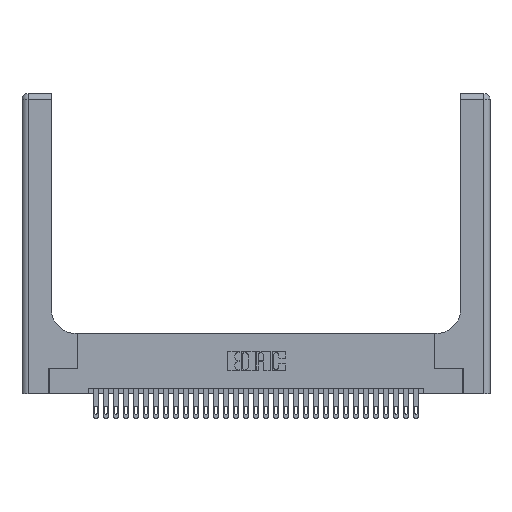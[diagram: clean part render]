
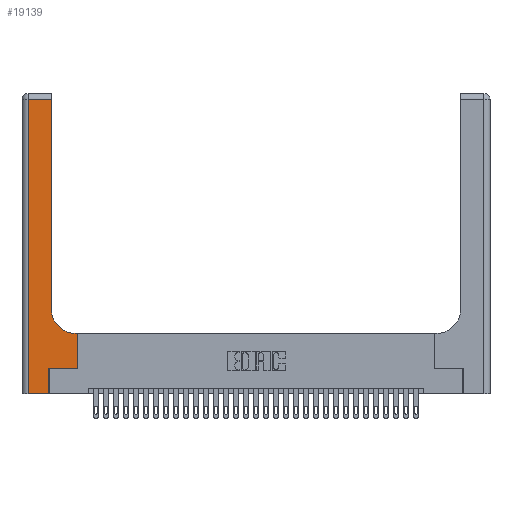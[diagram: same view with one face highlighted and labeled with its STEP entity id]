
A CAD part, top view. The second image highlights one B-rep face of the part: STEP entity #19139.
In plain terms, the highlighted planar face has unit normal (0, 0, 1).
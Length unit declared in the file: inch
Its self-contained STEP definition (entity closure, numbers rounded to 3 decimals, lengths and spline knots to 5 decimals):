
#147 = CARTESIAN_POINT ( 'NONE',  ( 0.2915, 0.85, 0.37 ) ) ;
#1762 = LINE ( 'NONE', #30296, #2889 ) ;
#2889 = VECTOR ( 'NONE', #7680, 39.37008 ) ;
#3062 = CARTESIAN_POINT ( 'NONE',  ( 0.269, 0., 0.37 ) ) ;
#3753 = CARTESIAN_POINT ( 'NONE',  ( 0.2915, 3., 0.37 ) ) ;
#4321 = VERTEX_POINT ( 'NONE', #7281 ) ;
#4380 = ORIENTED_EDGE ( 'NONE', *, *, #30071, .T. ) ;
#5102 = VERTEX_POINT ( 'NONE', #147 ) ;
#5328 = EDGE_CURVE ( 'NONE', #5102, #19412, #13896, .T. ) ;
#5362 = LINE ( 'NONE', #11729, #31065 ) ;
#5452 = CARTESIAN_POINT ( 'NONE',  ( 0.5585, 0.25, 0.37 ) ) ;
#6056 = DIRECTION ( 'NONE',  ( 0., 0., -1. ) ) ;
#7281 = CARTESIAN_POINT ( 'NONE',  ( 0.5415, 0.6, 0.37 ) ) ;
#7586 = DIRECTION ( 'NONE',  ( 0., 1., 0. ) ) ;
#7680 = DIRECTION ( 'NONE',  ( -1., 0., 0. ) ) ;
#7977 = ORIENTED_EDGE ( 'NONE', *, *, #30878, .T. ) ;
#8009 = LINE ( 'NONE', #8772, #25178 ) ;
#8772 = CARTESIAN_POINT ( 'NONE',  ( 0.06, 3., 0.37 ) ) ;
#9392 = AXIS2_PLACEMENT_3D ( 'NONE', #20996, #6056, #21115 ) ;
#10407 = CARTESIAN_POINT ( 'NONE',  ( 0.06, 0., 0.37 ) ) ;
#10529 = DIRECTION ( 'NONE',  ( 0., 1., 0. ) ) ;
#10563 = ORIENTED_EDGE ( 'NONE', *, *, #30972, .T. ) ;
#11125 = FACE_OUTER_BOUND ( 'NONE', #23142, .T. ) ;
#11300 = DIRECTION ( 'NONE',  ( 0., -1., 0. ) ) ;
#11404 = ORIENTED_EDGE ( 'NONE', *, *, #28014, .T. ) ;
#11729 = CARTESIAN_POINT ( 'NONE',  ( 0.269, 0.25, 0.37 ) ) ;
#12940 = ORIENTED_EDGE ( 'NONE', *, *, #5328, .T. ) ;
#13098 = CARTESIAN_POINT ( 'NONE',  ( 0.2915, 2.94, 0.37 ) ) ;
#13195 = PLANE ( 'NONE',  #9392 ) ;
#13307 = ORIENTED_EDGE ( 'NONE', *, *, #26329, .T. ) ;
#13386 = CARTESIAN_POINT ( 'NONE',  ( 0.06, 2.94, 0.37 ) ) ;
#13472 = DIRECTION ( 'NONE',  ( 0., 1., 0. ) ) ;
#13896 = LINE ( 'NONE', #3753, #19310 ) ;
#14301 = VERTEX_POINT ( 'NONE', #5452 ) ;
#14622 = DIRECTION ( 'NONE',  ( 0., 0., -1. ) ) ;
#14886 = ORIENTED_EDGE ( 'NONE', *, *, #17587, .T. ) ;
#15217 = DIRECTION ( 'NONE',  ( -1., 0., 0. ) ) ;
#15624 = VERTEX_POINT ( 'NONE', #3062 ) ;
#16325 = EDGE_CURVE ( 'NONE', #26526, #14301, #5362, .T. ) ;
#16826 = VERTEX_POINT ( 'NONE', #13386 ) ;
#17587 = EDGE_CURVE ( 'NONE', #16826, #21127, #8009, .T. ) ;
#17732 = CIRCLE ( 'NONE', #22743, 0.25 ) ;
#18365 = LINE ( 'NONE', #27652, #30778 ) ;
#19011 = DIRECTION ( 'NONE',  ( 1., 0., 0. ) ) ;
#19139 = ADVANCED_FACE ( 'NONE', ( #11125 ), #13195, .F. ) ;
#19310 = VECTOR ( 'NONE', #13472, 39.37008 ) ;
#19412 = VERTEX_POINT ( 'NONE', #13098 ) ;
#19681 = CARTESIAN_POINT ( 'NONE',  ( 0.5415, 0.85, 0.37 ) ) ;
#20116 = CARTESIAN_POINT ( 'NONE',  ( 0.5585, 0.25, 0.37 ) ) ;
#20996 = CARTESIAN_POINT ( 'NONE',  ( 0., 3., 0.37 ) ) ;
#21115 = DIRECTION ( 'NONE',  ( -1., 0., 0. ) ) ;
#21127 = VERTEX_POINT ( 'NONE', #10407 ) ;
#21289 = LINE ( 'NONE', #25233, #28245 ) ;
#22100 = DIRECTION ( 'NONE',  ( 1., 0., 0. ) ) ;
#22743 = AXIS2_PLACEMENT_3D ( 'NONE', #19681, #14622, #22100 ) ;
#23142 = EDGE_LOOP ( 'NONE', ( #12940, #10563, #14886, #28641, #4380, #24756, #11404, #13307, #7977 ) ) ;
#24304 = VECTOR ( 'NONE', #28531, 39.37008 ) ;
#24599 = VERTEX_POINT ( 'NONE', #27053 ) ;
#24677 = LINE ( 'NONE', #30675, #24304 ) ;
#24756 = ORIENTED_EDGE ( 'NONE', *, *, #16325, .T. ) ;
#25178 = VECTOR ( 'NONE', #11300, 39.37008 ) ;
#25233 = CARTESIAN_POINT ( 'NONE',  ( 0.269, 0., 0.37 ) ) ;
#26329 = EDGE_CURVE ( 'NONE', #24599, #4321, #18365, .T. ) ;
#26526 = VERTEX_POINT ( 'NONE', #31117 ) ;
#27053 = CARTESIAN_POINT ( 'NONE',  ( 0.5585, 0.6, 0.37 ) ) ;
#27652 = CARTESIAN_POINT ( 'NONE',  ( 0.2915, 0.6, 0.37 ) ) ;
#28014 = EDGE_CURVE ( 'NONE', #14301, #24599, #28407, .T. ) ;
#28245 = VECTOR ( 'NONE', #10529, 39.37008 ) ;
#28407 = LINE ( 'NONE', #20116, #30324 ) ;
#28531 = DIRECTION ( 'NONE',  ( 1., 0., 0. ) ) ;
#28641 = ORIENTED_EDGE ( 'NONE', *, *, #31804, .T. ) ;
#30071 = EDGE_CURVE ( 'NONE', #15624, #26526, #21289, .T. ) ;
#30296 = CARTESIAN_POINT ( 'NONE',  ( 0., 2.94, 0.37 ) ) ;
#30324 = VECTOR ( 'NONE', #7586, 39.37008 ) ;
#30675 = CARTESIAN_POINT ( 'NONE',  ( 0., 0., 0.37 ) ) ;
#30778 = VECTOR ( 'NONE', #15217, 39.37008 ) ;
#30878 = EDGE_CURVE ( 'NONE', #4321, #5102, #17732, .T. ) ;
#30972 = EDGE_CURVE ( 'NONE', #19412, #16826, #1762, .T. ) ;
#31065 = VECTOR ( 'NONE', #19011, 39.37008 ) ;
#31117 = CARTESIAN_POINT ( 'NONE',  ( 0.269, 0.25, 0.37 ) ) ;
#31804 = EDGE_CURVE ( 'NONE', #21127, #15624, #24677, .T. ) ;
